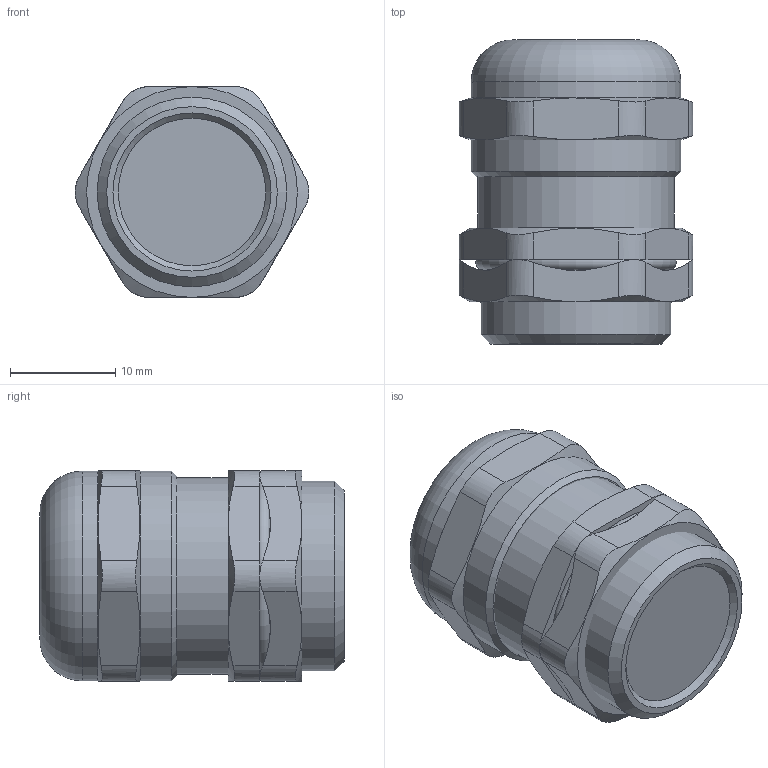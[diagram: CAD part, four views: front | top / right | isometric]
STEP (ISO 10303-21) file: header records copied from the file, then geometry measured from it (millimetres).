
FILE_DESCRIPTION(/* description */ (''),/* implementation_level */ '2;1');
FILE_NAME(/* name */ '',/* time_stamp */ '2024-10-28T08:40:40+07:00',/* author */ ('zeta-82'),/* organization */ (''),/* preprocessor_version */ 'ST-DEVELOPER v19.2',/* originating_system */ 'Autodesk Inventor 2024',/* authorisation */ '');
FILE_SCHEMA (('AUTOMOTIVE_DESIGN { 1 0 10303 214 3 1 1 }'));
Length unit declared in the file: millimetre
Products named in the file (1): Деталь2
Bounding box: 22.17 x 28.86 x 20 mm (x, y, z)
Volume: 9024.8 mm3; surface area: 4577.4 mm2
Topology: 5 solids, 5 shells, 93 faces, 216 edges, 138 vertices
Faces by surface type: plane 33, cone 29, cylinder 28, torus 3
Full cylindrical faces by diameter (mm): 8.5 x1, 10.5 x1, 13.5 x1, 15.3 x1, 16.2 x1, 16.5 x1, 18 x1, 18.6 x1, 19.9 x2
Entity records: 3014 total; most frequent: CARTESIAN_POINT 894, ORIENTED_EDGE 432, DIRECTION 385, EDGE_CURVE 216, AXIS2_PLACEMENT_3D 161, VERTEX_POINT 138, EDGE_LOOP 102, STYLED_ITEM 95
